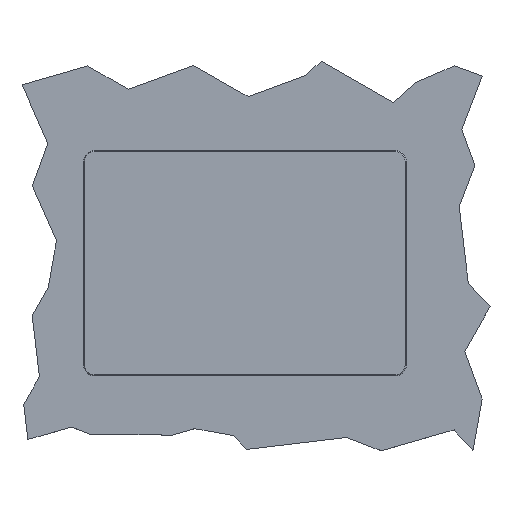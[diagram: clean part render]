
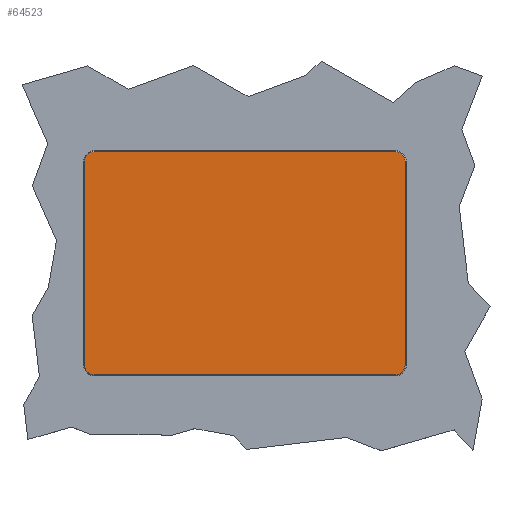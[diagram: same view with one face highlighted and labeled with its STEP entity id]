
A CAD part, top view. The second image highlights one B-rep face of the part: STEP entity #64523.
In plain terms, the highlighted planar face has unit normal (0, 0, 1).
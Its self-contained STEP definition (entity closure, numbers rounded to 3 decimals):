
#2359=CIRCLE('',#69110,9.);
#2361=CIRCLE('',#69114,9.);
#2363=CIRCLE('',#69118,9.);
#2365=CIRCLE('',#69122,9.);
#5112=FACE_OUTER_BOUND('',#8918,.T.);
#8918=EDGE_LOOP('',(#50382,#50383,#50384,#50385,#50386,#50387,#50388,#50389));
#14185=LINE('',#104301,#21814);
#14190=LINE('',#104315,#21819);
#14194=LINE('',#104327,#21823);
#14198=LINE('',#104339,#21827);
#21814=VECTOR('',#79393,10.);
#21819=VECTOR('',#79406,10.);
#21823=VECTOR('',#79418,10.);
#21827=VECTOR('',#79430,10.);
#29134=VERTEX_POINT('',#104298);
#29135=VERTEX_POINT('',#104300);
#29138=VERTEX_POINT('',#104308);
#29140=VERTEX_POINT('',#104313);
#29142=VERTEX_POINT('',#104320);
#29144=VERTEX_POINT('',#104325);
#29146=VERTEX_POINT('',#104332);
#29148=VERTEX_POINT('',#104337);
#36677=EDGE_CURVE('',#29134,#29135,#14185,.T.);
#36682=EDGE_CURVE('',#29138,#29134,#2359,.T.);
#36684=EDGE_CURVE('',#29140,#29138,#14190,.T.);
#36688=EDGE_CURVE('',#29142,#29140,#2361,.T.);
#36690=EDGE_CURVE('',#29144,#29142,#14194,.T.);
#36694=EDGE_CURVE('',#29146,#29144,#2363,.T.);
#36696=EDGE_CURVE('',#29148,#29146,#14198,.T.);
#36699=EDGE_CURVE('',#29135,#29148,#2365,.T.);
#50382=ORIENTED_EDGE('',*,*,#36677,.F.);
#50383=ORIENTED_EDGE('',*,*,#36682,.F.);
#50384=ORIENTED_EDGE('',*,*,#36684,.F.);
#50385=ORIENTED_EDGE('',*,*,#36688,.F.);
#50386=ORIENTED_EDGE('',*,*,#36690,.F.);
#50387=ORIENTED_EDGE('',*,*,#36694,.F.);
#50388=ORIENTED_EDGE('',*,*,#36696,.F.);
#50389=ORIENTED_EDGE('',*,*,#36699,.F.);
#61263=PLANE('',#69129);
#64523=ADVANCED_FACE('',(#5112),#61263,.T.);
#69110=AXIS2_PLACEMENT_3D('',#104310,#79401,#79402);
#69114=AXIS2_PLACEMENT_3D('',#104322,#79413,#79414);
#69118=AXIS2_PLACEMENT_3D('',#104334,#79425,#79426);
#69122=AXIS2_PLACEMENT_3D('',#104343,#79436,#79437);
#69129=AXIS2_PLACEMENT_3D('',#104362,#79457,#79458);
#79393=DIRECTION('',(0.,-1.,0.));
#79401=DIRECTION('center_axis',(0.,0.,-1.));
#79402=DIRECTION('ref_axis',(0.707,0.707,0.));
#79406=DIRECTION('',(1.,0.,0.));
#79413=DIRECTION('center_axis',(0.,0.,-1.));
#79414=DIRECTION('ref_axis',(-0.707,0.707,0.));
#79418=DIRECTION('',(0.,1.,0.));
#79425=DIRECTION('center_axis',(0.,0.,-1.));
#79426=DIRECTION('ref_axis',(-0.707,-0.707,0.));
#79430=DIRECTION('',(-1.,0.,0.));
#79436=DIRECTION('center_axis',(0.,0.,-1.));
#79437=DIRECTION('ref_axis',(0.707,-0.707,0.));
#79457=DIRECTION('center_axis',(0.,0.,1.));
#79458=DIRECTION('ref_axis',(1.,0.,0.));
#104298=CARTESIAN_POINT('',(153.,97.5,2.));
#104300=CARTESIAN_POINT('',(153.,-97.5,2.));
#104301=CARTESIAN_POINT('',(153.,-53.75,2.));
#104308=CARTESIAN_POINT('',(144.,106.5,2.));
#104310=CARTESIAN_POINT('Origin',(144.,97.5,2.));
#104313=CARTESIAN_POINT('',(-144.,106.5,2.));
#104315=CARTESIAN_POINT('',(77.,106.5,2.));
#104320=CARTESIAN_POINT('',(-153.,97.5,2.));
#104322=CARTESIAN_POINT('Origin',(-144.,97.5,2.));
#104325=CARTESIAN_POINT('',(-153.,-97.5,2.));
#104327=CARTESIAN_POINT('',(-153.,53.75,2.));
#104332=CARTESIAN_POINT('',(-144.,-106.5,2.));
#104334=CARTESIAN_POINT('Origin',(-144.,-97.5,2.));
#104337=CARTESIAN_POINT('',(144.,-106.5,2.));
#104339=CARTESIAN_POINT('',(-77.,-106.5,2.));
#104343=CARTESIAN_POINT('Origin',(144.,-97.5,2.));
#104362=CARTESIAN_POINT('Origin',(0.,0.,2.));
